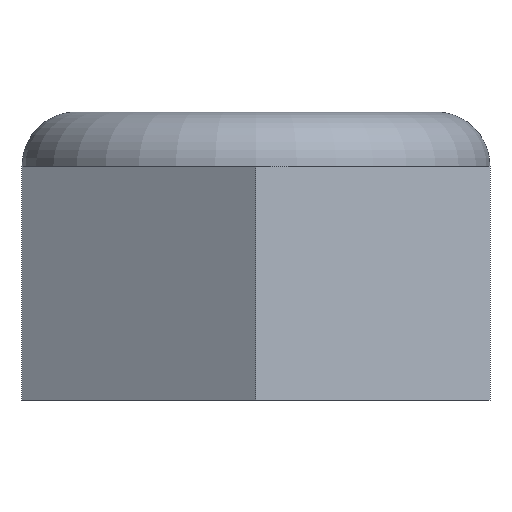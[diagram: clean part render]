
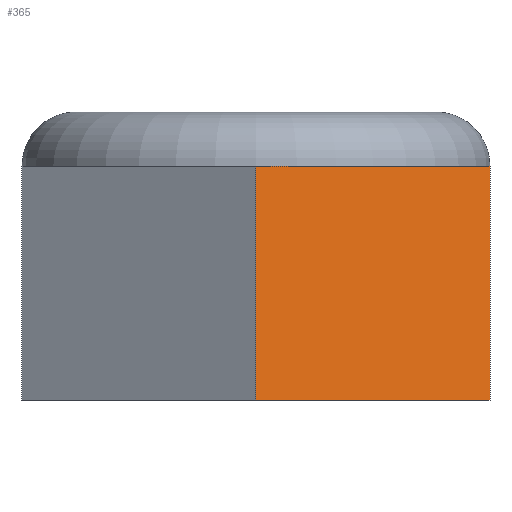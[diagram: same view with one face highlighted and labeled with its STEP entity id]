
A CAD part, left-side view. The second image highlights one B-rep face of the part: STEP entity #365.
In plain terms, the highlighted planar face has unit normal (-0.866, -0.5, 0).
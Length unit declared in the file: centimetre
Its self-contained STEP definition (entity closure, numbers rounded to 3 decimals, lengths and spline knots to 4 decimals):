
#109=VECTOR('',#435,1.);
#117=VECTOR('',#447,1.);
#119=VECTOR('',#450,1.);
#120=VECTOR('',#451,1.);
#127=LINE('',#499,#109);
#135=LINE('',#517,#117);
#137=LINE('',#521,#119);
#138=LINE('',#523,#120);
#154=VERTEX_POINT('',#484);
#160=VERTEX_POINT('',#500);
#161=VERTEX_POINT('',#501);
#166=VERTEX_POINT('',#518);
#167=VERTEX_POINT('',#522);
#202=EDGE_CURVE('',#160,#154,#127,.T.);
#205=EDGE_CURVE('',#154,#161,#127,.T.);
#213=EDGE_CURVE('',#166,#160,#135,.T.);
#215=EDGE_CURVE('',#167,#161,#137,.T.);
#216=EDGE_CURVE('',#167,#166,#138,.T.);
#274=ORIENTED_EDGE('',*,*,#202,.T.);
#275=ORIENTED_EDGE('',*,*,#205,.T.);
#276=ORIENTED_EDGE('',*,*,#215,.F.);
#277=ORIENTED_EDGE('',*,*,#216,.T.);
#278=ORIENTED_EDGE('',*,*,#213,.T.);
#315=EDGE_LOOP('',(#274,#275,#276,#277,#278));
#343=FACE_BOUND('',#315,.T.);
#365=ADVANCED_FACE('',(#343),#538,.T.);
#392=AXIS2_PLACEMENT_3D('',#520,#449,$);
#435=DIRECTION('',(-0.5,0.866,0.));
#447=DIRECTION('',(0.,0.,1.));
#449=DIRECTION('',(-0.866,-0.5,0.));
#450=DIRECTION('',(0.,0.,1.));
#451=DIRECTION('',(0.5,-0.866,0.));
#484=CARTESIAN_POINT('',(-0.5629,-0.325,0.325));
#499=CARTESIAN_POINT('',(-0.7506,0.,0.325));
#500=CARTESIAN_POINT('',(-0.3753,-0.65,0.325));
#501=CARTESIAN_POINT('',(-0.7506,0.,0.325));
#517=CARTESIAN_POINT('',(-0.3753,-0.65,-0.325));
#518=CARTESIAN_POINT('',(-0.3753,-0.65,-0.325));
#520=CARTESIAN_POINT('',(-0.5629,-0.325,-0.325));
#521=CARTESIAN_POINT('',(-0.7506,0.,-0.325));
#522=CARTESIAN_POINT('',(-0.7506,0.,-0.325));
#523=CARTESIAN_POINT('',(-0.7506,0.,-0.325));
#538=PLANE('',#392);
